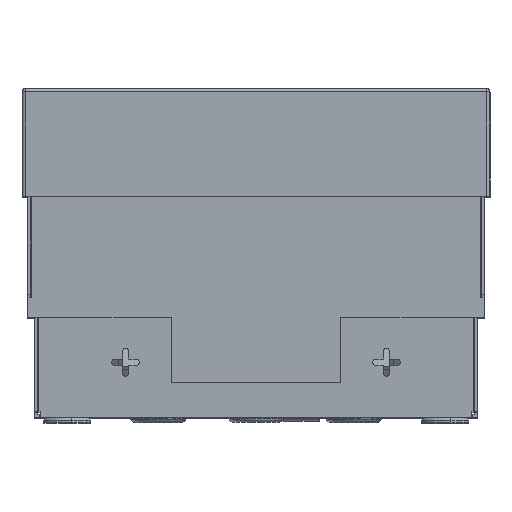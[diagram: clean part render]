
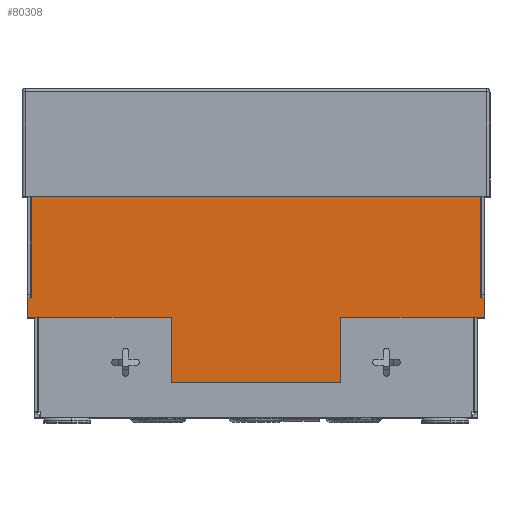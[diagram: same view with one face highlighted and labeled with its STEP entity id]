
A CAD part, top view. The second image highlights one B-rep face of the part: STEP entity #80308.
In plain terms, the highlighted face is planar.
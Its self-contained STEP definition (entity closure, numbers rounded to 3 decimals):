
#463 = LINE ( 'NONE', #24756, #6699 ) ;
#968 = DIRECTION ( 'NONE',  ( 0., 0., -1. ) ) ;
#2329 = VECTOR ( 'NONE', #89512, 1000. ) ;
#2764 = ORIENTED_EDGE ( 'NONE', *, *, #71509, .F. ) ;
#3569 = LINE ( 'NONE', #65093, #86627 ) ;
#4619 = CARTESIAN_POINT ( 'NONE',  ( 70., 70., 39. ) ) ;
#4892 = VERTEX_POINT ( 'NONE', #70981 ) ;
#5035 = VECTOR ( 'NONE', #77113, 1000. ) ;
#5120 = DIRECTION ( 'NONE',  ( 0., 0., -1. ) ) ;
#6108 = LINE ( 'NONE', #58365, #16189 ) ;
#6536 = DIRECTION ( 'NONE',  ( 0., 0., 1. ) ) ;
#6699 = VECTOR ( 'NONE', #16301, 1000. ) ;
#7956 = EDGE_CURVE ( 'NONE', #76848, #43321, #22488, .T. ) ;
#8265 = EDGE_CURVE ( 'NONE', #87732, #97205, #3569, .T. ) ;
#8523 = VECTOR ( 'NONE', #96733, 1000. ) ;
#9262 = DIRECTION ( 'NONE',  ( -1., 0., 0. ) ) ;
#12438 = VERTEX_POINT ( 'NONE', #13630 ) ;
#13630 = CARTESIAN_POINT ( 'NONE',  ( 68.8, 70., 1.83 ) ) ;
#14472 = LINE ( 'NONE', #71375, #57261 ) ;
#14723 = ORIENTED_EDGE ( 'NONE', *, *, #102215, .T. ) ;
#16189 = VECTOR ( 'NONE', #18345, 1000. ) ;
#16301 = DIRECTION ( 'NONE',  ( 0., 0., -1. ) ) ;
#17501 = LINE ( 'NONE', #74971, #36304 ) ;
#18014 = ORIENTED_EDGE ( 'NONE', *, *, #39931, .T. ) ;
#18345 = DIRECTION ( 'NONE',  ( -1., 0., 0. ) ) ;
#19676 = VERTEX_POINT ( 'NONE', #84885 ) ;
#20702 = CARTESIAN_POINT ( 'NONE',  ( 68.8, 70., 39. ) ) ;
#21625 = VERTEX_POINT ( 'NONE', #36956 ) ;
#22488 = LINE ( 'NONE', #89165, #2329 ) ;
#22590 = LINE ( 'NONE', #23939, #79231 ) ;
#23146 = DIRECTION ( 'NONE',  ( -1., 0., 0. ) ) ;
#23939 = CARTESIAN_POINT ( 'NONE',  ( 70., 70., 1.83 ) ) ;
#24345 = LINE ( 'NONE', #95249, #25678 ) ;
#24756 = CARTESIAN_POINT ( 'NONE',  ( 68.17, 70., 45. ) ) ;
#24888 = CARTESIAN_POINT ( 'NONE',  ( -70., 70., 45. ) ) ;
#25314 = CARTESIAN_POINT ( 'NONE',  ( 70., 70., 45. ) ) ;
#25665 = DIRECTION ( 'NONE',  ( 0., -1., 0. ) ) ;
#25678 = VECTOR ( 'NONE', #23146, 1000. ) ;
#26762 = DIRECTION ( 'NONE',  ( 0., 0., 1. ) ) ;
#26794 = ORIENTED_EDGE ( 'NONE', *, *, #56717, .T. ) ;
#27344 = VERTEX_POINT ( 'NONE', #55145 ) ;
#28083 = VECTOR ( 'NONE', #67953, 1000. ) ;
#28515 = CARTESIAN_POINT ( 'NONE',  ( 68.17, 70., 1.83 ) ) ;
#28849 = ORIENTED_EDGE ( 'NONE', *, *, #8265, .T. ) ;
#30193 = DIRECTION ( 'NONE',  ( -1., 0., 0. ) ) ;
#31992 = EDGE_CURVE ( 'NONE', #52014, #4892, #40151, .T. ) ;
#32268 = CARTESIAN_POINT ( 'NONE',  ( -68.8, 70., 39. ) ) ;
#33544 = ORIENTED_EDGE ( 'NONE', *, *, #42524, .T. ) ;
#36304 = VECTOR ( 'NONE', #26762, 1000. ) ;
#36956 = CARTESIAN_POINT ( 'NONE',  ( -68.17, 70., 0. ) ) ;
#38139 = VECTOR ( 'NONE', #94829, 1000. ) ;
#39259 = EDGE_CURVE ( 'NONE', #57535, #64995, #14472, .T. ) ;
#39931 = EDGE_CURVE ( 'NONE', #27344, #19676, #6108, .T. ) ;
#40151 = LINE ( 'NONE', #73600, #103182 ) ;
#41900 = LINE ( 'NONE', #80034, #38139 ) ;
#42135 = VECTOR ( 'NONE', #81184, 1000. ) ;
#42451 = CARTESIAN_POINT ( 'NONE',  ( -70., 70., 45. ) ) ;
#42524 = EDGE_CURVE ( 'NONE', #97205, #4892, #86067, .T. ) ;
#42681 = LINE ( 'NONE', #101172, #99390 ) ;
#42768 = ORIENTED_EDGE ( 'NONE', *, *, #66802, .F. ) ;
#43321 = VERTEX_POINT ( 'NONE', #32268 ) ;
#46262 = AXIS2_PLACEMENT_3D ( 'NONE', #42451, #25665, #82971 ) ;
#48048 = CARTESIAN_POINT ( 'NONE',  ( 26., 70., 65. ) ) ;
#48127 = ORIENTED_EDGE ( 'NONE', *, *, #39259, .T. ) ;
#50213 = PLANE ( 'NONE',  #46262 ) ;
#52014 = VERTEX_POINT ( 'NONE', #25314 ) ;
#52817 = ORIENTED_EDGE ( 'NONE', *, *, #95269, .T. ) ;
#53347 = VERTEX_POINT ( 'NONE', #61853 ) ;
#53358 = ORIENTED_EDGE ( 'NONE', *, *, #86311, .F. ) ;
#53882 = ORIENTED_EDGE ( 'NONE', *, *, #104223, .F. ) ;
#54562 = VERTEX_POINT ( 'NONE', #56148 ) ;
#55039 = VERTEX_POINT ( 'NONE', #79998 ) ;
#55065 = VERTEX_POINT ( 'NONE', #62641 ) ;
#55145 = CARTESIAN_POINT ( 'NONE',  ( -68.17, 70., 1.83 ) ) ;
#56148 = CARTESIAN_POINT ( 'NONE',  ( 68.17, 70., 0. ) ) ;
#56717 = EDGE_CURVE ( 'NONE', #52014, #57535, #74045, .T. ) ;
#57261 = VECTOR ( 'NONE', #30193, 1000. ) ;
#57419 = DIRECTION ( 'NONE',  ( 1., 0., 0. ) ) ;
#57535 = VERTEX_POINT ( 'NONE', #61369 ) ;
#58057 = ORIENTED_EDGE ( 'NONE', *, *, #98405, .T. ) ;
#58365 = CARTESIAN_POINT ( 'NONE',  ( -70., 70., 1.83 ) ) ;
#58535 = ORIENTED_EDGE ( 'NONE', *, *, #31992, .F. ) ;
#59137 = CARTESIAN_POINT ( 'NONE',  ( 26., 70., 45. ) ) ;
#59459 = CARTESIAN_POINT ( 'NONE',  ( -70., 70., 45. ) ) ;
#59986 = LINE ( 'NONE', #88708, #8523 ) ;
#61319 = VECTOR ( 'NONE', #100615, 1000. ) ;
#61369 = CARTESIAN_POINT ( 'NONE',  ( 70., 70., 39. ) ) ;
#61853 = CARTESIAN_POINT ( 'NONE',  ( -26., 70., 45. ) ) ;
#62199 = VECTOR ( 'NONE', #968, 1000. ) ;
#62333 = CARTESIAN_POINT ( 'NONE',  ( -68.8, 70., -23. ) ) ;
#62641 = CARTESIAN_POINT ( 'NONE',  ( -68.17, 70., 1.6 ) ) ;
#64243 = CARTESIAN_POINT ( 'NONE',  ( -70., 70., 39. ) ) ;
#64995 = VERTEX_POINT ( 'NONE', #20702 ) ;
#65093 = CARTESIAN_POINT ( 'NONE',  ( -26., 70., 65. ) ) ;
#66802 = EDGE_CURVE ( 'NONE', #53347, #67173, #74286, .T. ) ;
#67163 = EDGE_CURVE ( 'NONE', #69263, #12438, #22590, .T. ) ;
#67173 = VERTEX_POINT ( 'NONE', #59459 ) ;
#67953 = DIRECTION ( 'NONE',  ( 0., 0., -1. ) ) ;
#68419 = ORIENTED_EDGE ( 'NONE', *, *, #92242, .T. ) ;
#69263 = VERTEX_POINT ( 'NONE', #28515 ) ;
#70309 = FACE_OUTER_BOUND ( 'NONE', #87750, .T. ) ;
#70981 = CARTESIAN_POINT ( 'NONE',  ( 26., 70., 45. ) ) ;
#71375 = CARTESIAN_POINT ( 'NONE',  ( 76.083, 70., 39. ) ) ;
#71509 = EDGE_CURVE ( 'NONE', #12438, #64995, #59986, .T. ) ;
#73600 = CARTESIAN_POINT ( 'NONE',  ( -70., 70., 45. ) ) ;
#74045 = LINE ( 'NONE', #4619, #61319 ) ;
#74286 = LINE ( 'NONE', #92974, #5035 ) ;
#74971 = CARTESIAN_POINT ( 'NONE',  ( -26., 70., 45. ) ) ;
#76848 = VERTEX_POINT ( 'NONE', #64243 ) ;
#77113 = DIRECTION ( 'NONE',  ( -1., 0., 0. ) ) ;
#79231 = VECTOR ( 'NONE', #57419, 1000. ) ;
#79998 = CARTESIAN_POINT ( 'NONE',  ( 68.17, 70., 1.6 ) ) ;
#80034 = CARTESIAN_POINT ( 'NONE',  ( 68.17, 70., 1.6 ) ) ;
#80232 = ORIENTED_EDGE ( 'NONE', *, *, #7956, .F. ) ;
#80308 = ADVANCED_FACE ( 'NONE', ( #70309 ), #50213, .F. ) ;
#81074 = ORIENTED_EDGE ( 'NONE', *, *, #82206, .T. ) ;
#81184 = DIRECTION ( 'NONE',  ( 0., 0., 1. ) ) ;
#81210 = LINE ( 'NONE', #82554, #62199 ) ;
#82206 = EDGE_CURVE ( 'NONE', #76848, #67173, #82506, .T. ) ;
#82506 = LINE ( 'NONE', #24888, #42135 ) ;
#82554 = CARTESIAN_POINT ( 'NONE',  ( -68.17, 70., 45. ) ) ;
#82971 = DIRECTION ( 'NONE',  ( 0., 0., -1. ) ) ;
#84885 = CARTESIAN_POINT ( 'NONE',  ( -68.8, 70., 1.83 ) ) ;
#86067 = LINE ( 'NONE', #59137, #28083 ) ;
#86311 = EDGE_CURVE ( 'NONE', #27344, #55065, #81210, .T. ) ;
#86627 = VECTOR ( 'NONE', #88455, 1000. ) ;
#87732 = VERTEX_POINT ( 'NONE', #94252 ) ;
#87750 = EDGE_LOOP ( 'NONE', ( #58535, #26794, #48127, #2764, #98348, #14723, #52817, #58057, #53882, #53358, #18014, #96038, #80232, #81074, #42768, #68419, #28849, #33544 ) ) ;
#88455 = DIRECTION ( 'NONE',  ( 1., 0., 0. ) ) ;
#88708 = CARTESIAN_POINT ( 'NONE',  ( 68.8, 70., -23. ) ) ;
#89165 = CARTESIAN_POINT ( 'NONE',  ( -76.083, 70., 39. ) ) ;
#89512 = DIRECTION ( 'NONE',  ( 1., 0., 0. ) ) ;
#92242 = EDGE_CURVE ( 'NONE', #53347, #87732, #17501, .T. ) ;
#92974 = CARTESIAN_POINT ( 'NONE',  ( -70., 70., 45. ) ) ;
#94252 = CARTESIAN_POINT ( 'NONE',  ( -26., 70., 65. ) ) ;
#94829 = DIRECTION ( 'NONE',  ( 0., 0., -1. ) ) ;
#95249 = CARTESIAN_POINT ( 'NONE',  ( 0., 70., 0. ) ) ;
#95269 = EDGE_CURVE ( 'NONE', #55039, #54562, #41900, .T. ) ;
#95345 = EDGE_CURVE ( 'NONE', #19676, #43321, #97380, .T. ) ;
#96038 = ORIENTED_EDGE ( 'NONE', *, *, #95345, .T. ) ;
#96733 = DIRECTION ( 'NONE',  ( 0., 0., 1. ) ) ;
#97205 = VERTEX_POINT ( 'NONE', #48048 ) ;
#97380 = LINE ( 'NONE', #62333, #98594 ) ;
#98348 = ORIENTED_EDGE ( 'NONE', *, *, #67163, .F. ) ;
#98405 = EDGE_CURVE ( 'NONE', #54562, #21625, #24345, .T. ) ;
#98594 = VECTOR ( 'NONE', #6536, 1000. ) ;
#99390 = VECTOR ( 'NONE', #5120, 1000. ) ;
#100615 = DIRECTION ( 'NONE',  ( 0., 0., -1. ) ) ;
#101172 = CARTESIAN_POINT ( 'NONE',  ( -68.17, 70., 45. ) ) ;
#102215 = EDGE_CURVE ( 'NONE', #69263, #55039, #463, .T. ) ;
#103182 = VECTOR ( 'NONE', #9262, 1000. ) ;
#104223 = EDGE_CURVE ( 'NONE', #55065, #21625, #42681, .T. ) ;
